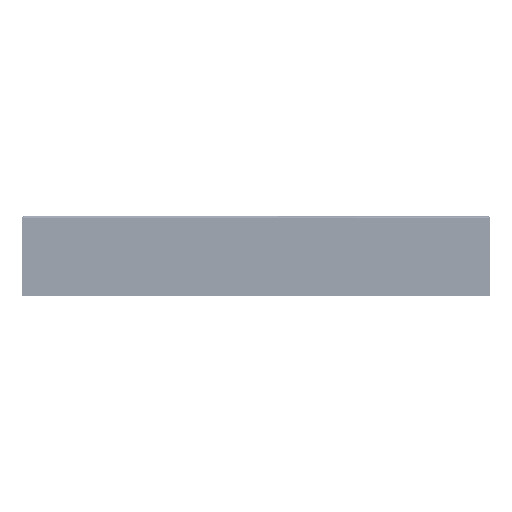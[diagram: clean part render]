
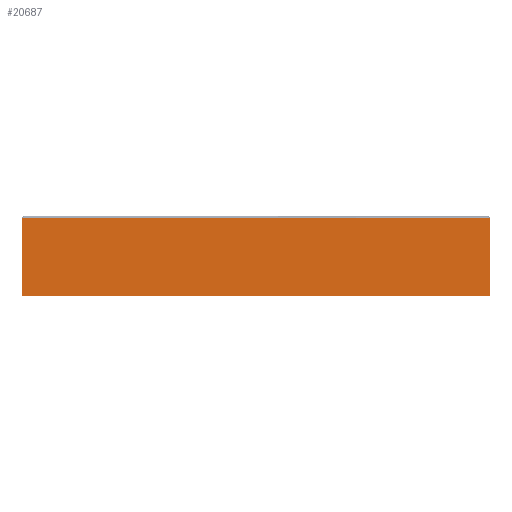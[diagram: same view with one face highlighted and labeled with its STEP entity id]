
A CAD part, left-side view. The second image highlights one B-rep face of the part: STEP entity #20687.
In plain terms, the highlighted face is planar.
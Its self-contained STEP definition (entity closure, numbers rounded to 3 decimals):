
#20687=ADVANCED_FACE('',(#27540),#27541,.T.);
#27540=FACE_OUTER_BOUND('',#34498,.T.);
#27541=PLANE('',#34499);
#34498=EDGE_LOOP('',(#43941,#43942,#43943,#43944));
#34499=AXIS2_PLACEMENT_3D('',#43945,#43946,#43947);
#43941=ORIENTED_EDGE('',*,*,#53283,.T.);
#43942=ORIENTED_EDGE('',*,*,#53270,.T.);
#43943=ORIENTED_EDGE('',*,*,#53285,.T.);
#43944=ORIENTED_EDGE('',*,*,#53286,.T.);
#43945=CARTESIAN_POINT('',(385.0,0.,66.0));
#43946=DIRECTION('',(1.0,0.,0.0));
#43947=DIRECTION('',(0.,1.0,0.0));
#53270=EDGE_CURVE('',#59077,#59075,#59078,.F.);
#53283=EDGE_CURVE('',#59095,#59077,#59099,.T.);
#53285=EDGE_CURVE('',#59075,#59101,#59102,.F.);
#53286=EDGE_CURVE('',#59101,#59095,#59103,.T.);
#59075=VERTEX_POINT('',#67046);
#59077=VERTEX_POINT('',#67067);
#59078=LINE('',#67068,#67069);
#59095=VERTEX_POINT('',#67129);
#59099=LINE('',#67136,#67137);
#59101=VERTEX_POINT('',#67139);
#59102=LINE('',#67140,#67141);
#59103=LINE('',#67142,#67143);
#67046=CARTESIAN_POINT('',(385.0,-235.0,65.0));
#67067=CARTESIAN_POINT('',(385.0,235.0,65.0));
#67068=CARTESIAN_POINT('',(385.0,0.,65.0));
#67069=VECTOR('',#75126,1.0);
#67129=CARTESIAN_POINT('',(385.0,235.0,-13.0));
#67136=CARTESIAN_POINT('',(385.0,235.0,66.0));
#67137=VECTOR('',#75138,1.0);
#67139=CARTESIAN_POINT('',(385.0,-235.0,-13.0));
#67140=CARTESIAN_POINT('',(385.0,-235.0,66.0));
#67141=VECTOR('',#75139,1.0);
#67142=CARTESIAN_POINT('',(385.0,0.,-13.0));
#67143=VECTOR('',#75140,1.0);
#75126=DIRECTION('',(0.,1.0,0.0));
#75138=DIRECTION('',(0.0,0.0,1.0));
#75139=DIRECTION('',(0.0,0.0,1.0));
#75140=DIRECTION('',(0.,1.0,0.0));
